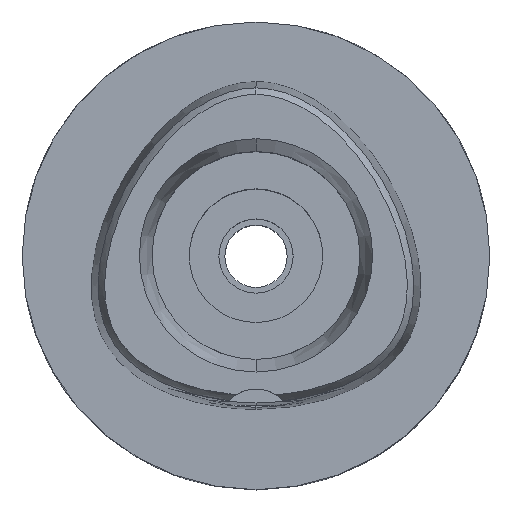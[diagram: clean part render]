
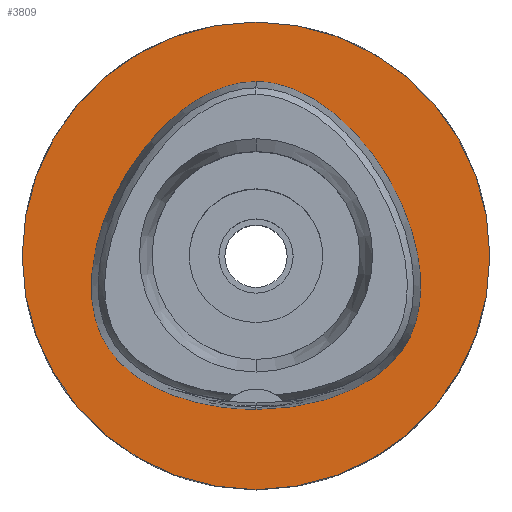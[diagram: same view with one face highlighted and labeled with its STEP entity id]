
A CAD part, top view. The second image highlights one B-rep face of the part: STEP entity #3809.
In plain terms, the highlighted planar face has unit normal (0, 0, 1).
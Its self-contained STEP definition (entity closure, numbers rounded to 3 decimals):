
#95 = CARTESIAN_POINT ( 'NONE',  ( 0., 0., 0. ) ) ;
#197 = VERTEX_POINT ( 'NONE', #3954 ) ;
#244 = CARTESIAN_POINT ( 'NONE',  ( 0., -20.675, 0. ) ) ;
#265 = CARTESIAN_POINT ( 'NONE',  ( -14.408, 15.641, 0. ) ) ;
#269 = EDGE_CURVE ( 'NONE', #1082, #2442, #1519, .T. ) ;
#285 = CARTESIAN_POINT ( 'NONE',  ( 18.568, -14.169, 0. ) ) ;
#339 = CARTESIAN_POINT ( 'NONE',  ( 0., 23.475, 0. ) ) ;
#367 = EDGE_LOOP ( 'NONE', ( #910, #3071 ) ) ;
#676 = CARTESIAN_POINT ( 'NONE',  ( -2.565, 23.293, 0. ) ) ;
#766 = CARTESIAN_POINT ( 'NONE',  ( 10.746, 19.174, 0. ) ) ;
#818 = DIRECTION ( 'NONE',  ( 0., 0., -1. ) ) ;
#910 = ORIENTED_EDGE ( 'NONE', *, *, #3396, .F. ) ;
#965 = ORIENTED_EDGE ( 'NONE', *, *, #3579, .F. ) ;
#1024 = CARTESIAN_POINT ( 'NONE',  ( -5.098, 22.526, 0. ) ) ;
#1056 = AXIS2_PLACEMENT_3D ( 'NONE', #2078, #3634, #1785 ) ;
#1071 = CARTESIAN_POINT ( 'NONE',  ( 0.855, 23.475, 0. ) ) ;
#1082 = VERTEX_POINT ( 'NONE', #2648 ) ;
#1113 = CARTESIAN_POINT ( 'NONE',  ( 22.057, -6.848, 0. ) ) ;
#1169 = VERTEX_POINT ( 'NONE', #1845 ) ;
#1193 = DIRECTION ( 'NONE',  ( 0., 1., 0. ) ) ;
#1337 = EDGE_LOOP ( 'NONE', ( #1670, #965 ) ) ;
#1413 = CARTESIAN_POINT ( 'NONE',  ( -20.35, -11.749, 0. ) ) ;
#1452 = CARTESIAN_POINT ( 'NONE',  ( 22.245, -4.1, 0. ) ) ;
#1479 = CARTESIAN_POINT ( 'NONE',  ( 0., 23.475, 0. ) ) ;
#1481 = CARTESIAN_POINT ( 'NONE',  ( -11.233, -18.893, 0. ) ) ;
#1501 = CARTESIAN_POINT ( 'NONE',  ( -22.245, -4.1, 0. ) ) ;
#1519 = B_SPLINE_CURVE_WITH_KNOTS ( 'NONE', 3,
 ( #339, #2201, #676, #1024, #5003, #2619, #265, #3760, #2290, #3851, #1501, #3004, #4905, #3416, #1413, #2240, #3802, #3045, #4979, #1481, #3024, #3344, #244 ),
 .UNSPECIFIED., .F., .F.,
 ( 4, 1, 1, 1, 1, 1, 1, 1, 1, 1, 1, 1, 1, 1, 1, 1, 1, 1, 1, 1, 4 ),
 ( 0., 0.042, 0.083, 0.125, 0.167, 0.25, 0.333, 0.417, 0.5, 0.542, 0.583, 0.625, 0.646, 0.667, 0.688, 0.708, 0.75, 0.792, 0.833, 0.917, 1. ),
 .UNSPECIFIED. ) ;
#1670 = ORIENTED_EDGE ( 'NONE', *, *, #269, .F. ) ;
#1785 = DIRECTION ( 'NONE',  ( 0., -1., 0. ) ) ;
#1808 = FACE_BOUND ( 'NONE', #1337, .T. ) ;
#1845 = CARTESIAN_POINT ( 'NONE',  ( 0., 31.5, 0. ) ) ;
#1904 = CARTESIAN_POINT ( 'NONE',  ( 6.341, -20.298, 0. ) ) ;
#1927 = CARTESIAN_POINT ( 'NONE',  ( 20.932, -10.604, 0. ) ) ;
#2078 = CARTESIAN_POINT ( 'NONE',  ( 0., 0., 0. ) ) ;
#2164 = CARTESIAN_POINT ( 'NONE',  ( 0., -20.675, 0. ) ) ;
#2201 = CARTESIAN_POINT ( 'NONE',  ( -0.855, 23.475, 0. ) ) ;
#2238 = CARTESIAN_POINT ( 'NONE',  ( 19.649, -12.825, 0. ) ) ;
#2240 = CARTESIAN_POINT ( 'NONE',  ( -19.649, -12.825, 0. ) ) ;
#2290 = CARTESIAN_POINT ( 'NONE',  ( -20.749, 4.657, 0. ) ) ;
#2327 = CARTESIAN_POINT ( 'NONE',  ( 2.565, 23.293, 0. ) ) ;
#2442 = VERTEX_POINT ( 'NONE', #2164 ) ;
#2526 = AXIS2_PLACEMENT_3D ( 'NONE', #95, #818, #3631 ) ;
#2619 = CARTESIAN_POINT ( 'NONE',  ( -10.746, 19.174, 0. ) ) ;
#2648 = CARTESIAN_POINT ( 'NONE',  ( 0., 23.475, 0. ) ) ;
#2656 = CARTESIAN_POINT ( 'NONE',  ( 2.114, -20.675, 0. ) ) ;
#2707 = CARTESIAN_POINT ( 'NONE',  ( 14.673, -17.214, 0. ) ) ;
#2758 = AXIS2_PLACEMENT_3D ( 'NONE', #4304, #3262, #1193 ) ;
#3004 = CARTESIAN_POINT ( 'NONE',  ( -22.057, -6.848, 0. ) ) ;
#3024 = CARTESIAN_POINT ( 'NONE',  ( -6.341, -20.298, 0. ) ) ;
#3042 = CARTESIAN_POINT ( 'NONE',  ( 20.35, -11.749, 0. ) ) ;
#3045 = CARTESIAN_POINT ( 'NONE',  ( -16.959, -15.678, 0. ) ) ;
#3066 = CARTESIAN_POINT ( 'NONE',  ( 0., -20.675, 0. ) ) ;
#3071 = ORIENTED_EDGE ( 'NONE', *, *, #4559, .F. ) ;
#3252 = CIRCLE ( 'NONE', #2526, 31.5 ) ;
#3262 = DIRECTION ( 'NONE',  ( 0., 0., -1. ) ) ;
#3344 = CARTESIAN_POINT ( 'NONE',  ( -2.114, -20.675, 0. ) ) ;
#3354 = PLANE ( 'NONE',  #1056 ) ;
#3396 = EDGE_CURVE ( 'NONE', #1169, #197, #4317, .T. ) ;
#3410 = CARTESIAN_POINT ( 'NONE',  ( 7.571, 21.315, 0. ) ) ;
#3416 = CARTESIAN_POINT ( 'NONE',  ( -20.932, -10.604, 0. ) ) ;
#3454 = CARTESIAN_POINT ( 'NONE',  ( 14.408, 15.641, 0. ) ) ;
#3579 = EDGE_CURVE ( 'NONE', #2442, #1082, #4159, .T. ) ;
#3631 = DIRECTION ( 'NONE',  ( 0., -1., 0. ) ) ;
#3634 = DIRECTION ( 'NONE',  ( 0., 0., -1. ) ) ;
#3760 = CARTESIAN_POINT ( 'NONE',  ( -18.068, 10.432, 0. ) ) ;
#3802 = CARTESIAN_POINT ( 'NONE',  ( -18.568, -14.169, 0. ) ) ;
#3809 = ADVANCED_FACE ( 'NONE', ( #4460, #1808 ), #3354, .F. ) ;
#3851 = CARTESIAN_POINT ( 'NONE',  ( -21.978, -0.281, 0. ) ) ;
#3954 = CARTESIAN_POINT ( 'NONE',  ( 0., -31.5, 0. ) ) ;
#4159 = B_SPLINE_CURVE_WITH_KNOTS ( 'NONE', 3,
 ( #3066, #2656, #1904, #4641, #2707, #4947, #285, #2238, #3042, #1927, #4616, #1113, #1452, #4571, #4592, #4183, #3454, #766, #3410, #4226, #2327, #1071, #1479 ),
 .UNSPECIFIED., .F., .F.,
 ( 4, 1, 1, 1, 1, 1, 1, 1, 1, 1, 1, 1, 1, 1, 1, 1, 1, 1, 1, 1, 4 ),
 ( 0., 0.083, 0.167, 0.208, 0.25, 0.292, 0.313, 0.333, 0.354, 0.375, 0.417, 0.458, 0.5, 0.583, 0.667, 0.75, 0.833, 0.875, 0.917, 0.958, 1. ),
 .UNSPECIFIED. ) ;
#4183 = CARTESIAN_POINT ( 'NONE',  ( 18.068, 10.432, 0. ) ) ;
#4226 = CARTESIAN_POINT ( 'NONE',  ( 5.098, 22.526, 0. ) ) ;
#4304 = CARTESIAN_POINT ( 'NONE',  ( 0., 0., 0. ) ) ;
#4317 = CIRCLE ( 'NONE', #2758, 31.5 ) ;
#4460 = FACE_OUTER_BOUND ( 'NONE', #367, .T. ) ;
#4559 = EDGE_CURVE ( 'NONE', #197, #1169, #3252, .T. ) ;
#4571 = CARTESIAN_POINT ( 'NONE',  ( 21.978, -0.281, 0. ) ) ;
#4592 = CARTESIAN_POINT ( 'NONE',  ( 20.749, 4.657, 0. ) ) ;
#4616 = CARTESIAN_POINT ( 'NONE',  ( 21.555, -8.996, 0. ) ) ;
#4641 = CARTESIAN_POINT ( 'NONE',  ( 11.233, -18.893, 0. ) ) ;
#4905 = CARTESIAN_POINT ( 'NONE',  ( -21.555, -8.996, 0. ) ) ;
#4947 = CARTESIAN_POINT ( 'NONE',  ( 16.959, -15.678, 0. ) ) ;
#4979 = CARTESIAN_POINT ( 'NONE',  ( -14.673, -17.214, 0. ) ) ;
#5003 = CARTESIAN_POINT ( 'NONE',  ( -7.571, 21.315, 0. ) ) ;
